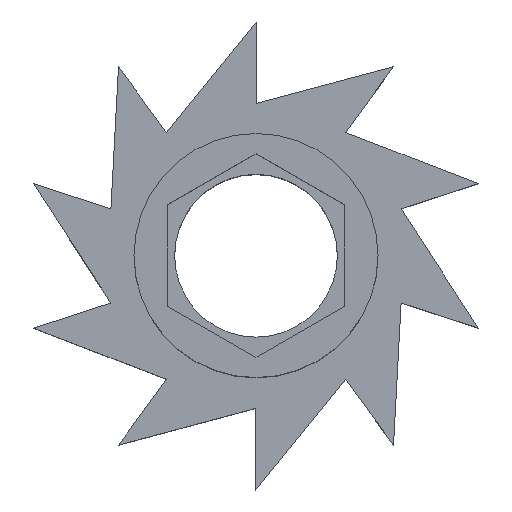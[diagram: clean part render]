
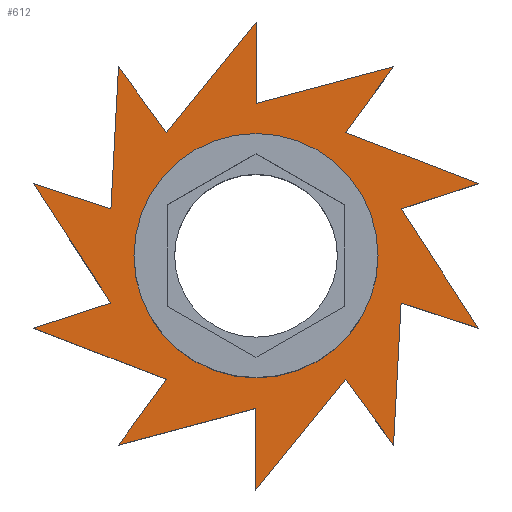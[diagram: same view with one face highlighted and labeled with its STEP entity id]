
A CAD part, top view. The second image highlights one B-rep face of the part: STEP entity #612.
In plain terms, the highlighted planar face has unit normal (0, 0, 1).
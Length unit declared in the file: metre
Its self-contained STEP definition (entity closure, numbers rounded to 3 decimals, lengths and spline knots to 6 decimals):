
#20=LINE('',#830,#98);
#24=LINE('',#839,#102);
#27=LINE('',#845,#105);
#30=LINE('',#851,#108);
#33=LINE('',#857,#111);
#36=LINE('',#863,#114);
#39=LINE('',#869,#117);
#42=LINE('',#875,#120);
#45=LINE('',#881,#123);
#48=LINE('',#887,#126);
#51=LINE('',#893,#129);
#54=LINE('',#899,#132);
#57=LINE('',#905,#135);
#60=LINE('',#911,#138);
#63=LINE('',#917,#141);
#66=LINE('',#923,#144);
#69=LINE('',#929,#147);
#72=LINE('',#935,#150);
#75=LINE('',#941,#153);
#78=LINE('',#947,#156);
#98=VECTOR('',#681,1.);
#102=VECTOR('',#687,1.);
#105=VECTOR('',#692,1.);
#108=VECTOR('',#697,1.);
#111=VECTOR('',#702,1.);
#114=VECTOR('',#707,1.);
#117=VECTOR('',#712,1.);
#120=VECTOR('',#717,1.);
#123=VECTOR('',#722,1.);
#126=VECTOR('',#727,1.);
#129=VECTOR('',#732,1.);
#132=VECTOR('',#737,1.);
#135=VECTOR('',#742,1.);
#138=VECTOR('',#747,1.);
#141=VECTOR('',#752,1.);
#144=VECTOR('',#757,1.);
#147=VECTOR('',#762,1.);
#150=VECTOR('',#767,1.);
#153=VECTOR('',#772,1.);
#156=VECTOR('',#777,1.);
#197=PLANE('',#659);
#309=ORIENTED_EDGE('',*,*,#432,.F.);
#310=ORIENTED_EDGE('',*,*,#372,.F.);
#311=ORIENTED_EDGE('',*,*,#376,.T.);
#312=ORIENTED_EDGE('',*,*,#379,.F.);
#313=ORIENTED_EDGE('',*,*,#382,.T.);
#314=ORIENTED_EDGE('',*,*,#385,.F.);
#315=ORIENTED_EDGE('',*,*,#388,.T.);
#316=ORIENTED_EDGE('',*,*,#391,.F.);
#317=ORIENTED_EDGE('',*,*,#394,.T.);
#318=ORIENTED_EDGE('',*,*,#397,.F.);
#319=ORIENTED_EDGE('',*,*,#400,.T.);
#320=ORIENTED_EDGE('',*,*,#403,.F.);
#321=ORIENTED_EDGE('',*,*,#406,.T.);
#322=ORIENTED_EDGE('',*,*,#409,.F.);
#323=ORIENTED_EDGE('',*,*,#412,.T.);
#324=ORIENTED_EDGE('',*,*,#415,.F.);
#325=ORIENTED_EDGE('',*,*,#418,.T.);
#326=ORIENTED_EDGE('',*,*,#421,.F.);
#327=ORIENTED_EDGE('',*,*,#424,.T.);
#328=ORIENTED_EDGE('',*,*,#427,.F.);
#329=ORIENTED_EDGE('',*,*,#430,.T.);
#372=EDGE_CURVE('',#454,#455,#20,.T.);
#376=EDGE_CURVE('',#454,#458,#24,.T.);
#379=EDGE_CURVE('',#460,#458,#27,.T.);
#382=EDGE_CURVE('',#460,#462,#30,.T.);
#385=EDGE_CURVE('',#464,#462,#33,.T.);
#388=EDGE_CURVE('',#464,#466,#36,.T.);
#391=EDGE_CURVE('',#468,#466,#39,.T.);
#394=EDGE_CURVE('',#468,#470,#42,.T.);
#397=EDGE_CURVE('',#472,#470,#45,.T.);
#400=EDGE_CURVE('',#472,#474,#48,.T.);
#403=EDGE_CURVE('',#476,#474,#51,.T.);
#406=EDGE_CURVE('',#476,#478,#54,.T.);
#409=EDGE_CURVE('',#480,#478,#57,.T.);
#412=EDGE_CURVE('',#480,#482,#60,.T.);
#415=EDGE_CURVE('',#484,#482,#63,.T.);
#418=EDGE_CURVE('',#484,#486,#66,.T.);
#421=EDGE_CURVE('',#488,#486,#69,.T.);
#424=EDGE_CURVE('',#488,#490,#72,.T.);
#427=EDGE_CURVE('',#492,#490,#75,.T.);
#430=EDGE_CURVE('',#492,#455,#78,.T.);
#432=EDGE_CURVE('',#494,#494,#510,.T.);
#454=VERTEX_POINT('',#831);
#455=VERTEX_POINT('',#832);
#458=VERTEX_POINT('',#840);
#460=VERTEX_POINT('',#846);
#462=VERTEX_POINT('',#852);
#464=VERTEX_POINT('',#858);
#466=VERTEX_POINT('',#864);
#468=VERTEX_POINT('',#870);
#470=VERTEX_POINT('',#876);
#472=VERTEX_POINT('',#882);
#474=VERTEX_POINT('',#888);
#476=VERTEX_POINT('',#894);
#478=VERTEX_POINT('',#900);
#480=VERTEX_POINT('',#906);
#482=VERTEX_POINT('',#912);
#484=VERTEX_POINT('',#918);
#486=VERTEX_POINT('',#924);
#488=VERTEX_POINT('',#930);
#490=VERTEX_POINT('',#936);
#492=VERTEX_POINT('',#942);
#494=VERTEX_POINT('',#952);
#510=CIRCLE('',#660,0.006);
#536=EDGE_LOOP('',(#309));
#537=EDGE_LOOP('',(#310,#311,#312,#313,#314,#315,#316,#317,#318,#319,#320,
#321,#322,#323,#324,#325,#326,#327,#328,#329));
#574=FACE_BOUND('',#536,.T.);
#575=FACE_BOUND('',#537,.T.);
#612=ADVANCED_FACE('',(#574,#575),#197,.T.);
#659=AXIS2_PLACEMENT_3D('',#950,#781,#782);
#660=AXIS2_PLACEMENT_3D('',#951,#783,#784);
#681=DIRECTION('',(0.63,0.776,0.));
#687=DIRECTION('',(-0.588,0.809,0.));
#692=DIRECTION('',(0.053,0.999,0.));
#697=DIRECTION('',(-0.951,0.309,0.));
#702=DIRECTION('',(-0.544,0.839,0.));
#707=DIRECTION('',(-0.951,-0.309,0.));
#712=DIRECTION('',(-0.933,0.359,0.));
#717=DIRECTION('',(-0.588,-0.809,0.));
#722=DIRECTION('',(-0.966,-0.258,0.));
#727=DIRECTION('',(0.,-1.,0.));
#732=DIRECTION('',(-0.63,-0.776,0.));
#737=DIRECTION('',(0.588,-0.809,0.));
#742=DIRECTION('',(-0.053,-0.999,0.));
#747=DIRECTION('',(0.951,-0.309,0.));
#752=DIRECTION('',(0.544,-0.839,0.));
#757=DIRECTION('',(0.951,0.309,0.));
#762=DIRECTION('',(0.933,-0.359,0.));
#767=DIRECTION('',(0.588,0.809,0.));
#772=DIRECTION('',(0.966,0.258,0.));
#777=DIRECTION('',(0.,1.,0.));
#781=DIRECTION('',(0.,0.,1.));
#782=DIRECTION('',(1.,0.,0.));
#783=DIRECTION('',(0.,0.,1.));
#784=DIRECTION('',(1.,0.,0.));
#830=CARTESIAN_POINT('',(-0.002204,0.008784,0.));
#831=CARTESIAN_POINT('',(-0.004408,0.006068,0.));
#832=CARTESIAN_POINT('',(0.,0.0115,0.));
#839=CARTESIAN_POINT('',(-0.005584,0.007686,0.));
#840=CARTESIAN_POINT('',(-0.00676,0.009304,0.));
#845=CARTESIAN_POINT('',(-0.006946,0.005811,0.));
#846=CARTESIAN_POINT('',(-0.007133,0.002318,0.));
#851=CARTESIAN_POINT('',(-0.009035,0.002936,0.));
#852=CARTESIAN_POINT('',(-0.010937,0.003554,0.));
#857=CARTESIAN_POINT('',(-0.009035,0.000618,0.));
#858=CARTESIAN_POINT('',(-0.007133,-0.002318,0.));
#863=CARTESIAN_POINT('',(-0.009035,-0.002936,0.));
#864=CARTESIAN_POINT('',(-0.010937,-0.003554,0.));
#869=CARTESIAN_POINT('',(-0.007673,-0.004811,0.));
#870=CARTESIAN_POINT('',(-0.004408,-0.006068,0.));
#875=CARTESIAN_POINT('',(-0.005584,-0.007686,0.));
#876=CARTESIAN_POINT('',(-0.00676,-0.009304,0.));
#881=CARTESIAN_POINT('',(-0.00338,-0.008402,0.));
#882=CARTESIAN_POINT('',(0.,-0.0075,0.));
#887=CARTESIAN_POINT('',(0.,-0.0095,0.));
#888=CARTESIAN_POINT('',(0.,-0.0115,0.));
#893=CARTESIAN_POINT('',(0.002204,-0.008784,0.));
#894=CARTESIAN_POINT('',(0.004408,-0.006068,0.));
#899=CARTESIAN_POINT('',(0.005584,-0.007686,0.));
#900=CARTESIAN_POINT('',(0.00676,-0.009304,0.));
#905=CARTESIAN_POINT('',(0.006946,-0.005811,0.));
#906=CARTESIAN_POINT('',(0.007133,-0.002318,0.));
#911=CARTESIAN_POINT('',(0.009035,-0.002936,0.));
#912=CARTESIAN_POINT('',(0.010937,-0.003554,0.));
#917=CARTESIAN_POINT('',(0.009035,-0.000618,0.));
#918=CARTESIAN_POINT('',(0.007133,0.002318,0.));
#923=CARTESIAN_POINT('',(0.009035,0.002936,0.));
#924=CARTESIAN_POINT('',(0.010937,0.003554,0.));
#929=CARTESIAN_POINT('',(0.007673,0.004811,0.));
#930=CARTESIAN_POINT('',(0.004408,0.006068,0.));
#935=CARTESIAN_POINT('',(0.005584,0.007686,0.));
#936=CARTESIAN_POINT('',(0.00676,0.009304,0.));
#941=CARTESIAN_POINT('',(0.00338,0.008402,0.));
#942=CARTESIAN_POINT('',(0.,0.0075,0.));
#947=CARTESIAN_POINT('',(0.,0.0095,0.));
#950=CARTESIAN_POINT('',(0.,0.,0.));
#951=CARTESIAN_POINT('',(0.,0.,0.));
#952=CARTESIAN_POINT('',(0.006,0.,0.));
